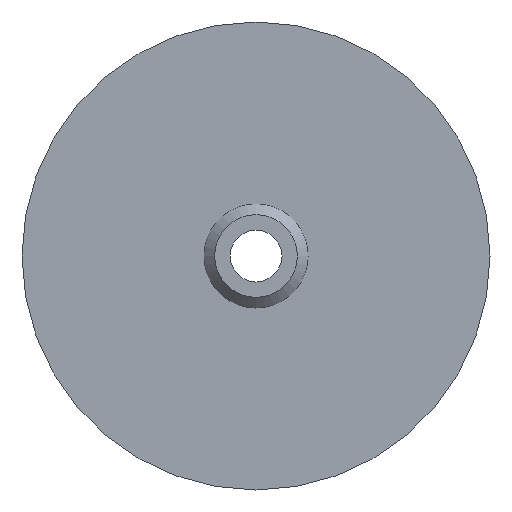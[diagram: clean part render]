
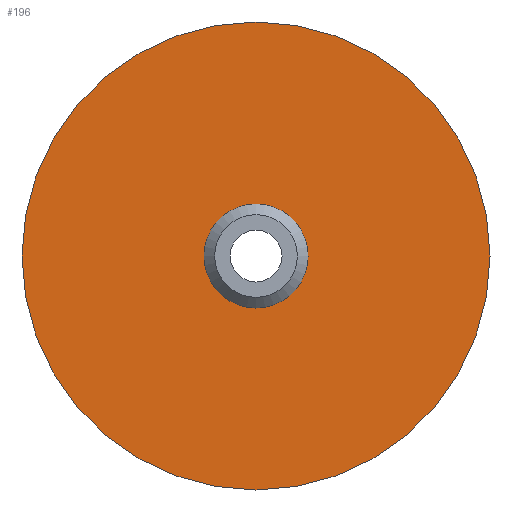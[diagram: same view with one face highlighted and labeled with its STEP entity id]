
A CAD part, front view. The second image highlights one B-rep face of the part: STEP entity #196.
In plain terms, the highlighted planar face has unit normal (0, -1, 0).
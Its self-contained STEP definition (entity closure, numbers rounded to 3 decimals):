
#25=FACE_BOUND('',#65,.T.);
#31=PLANE('',#239);
#45=FACE_OUTER_BOUND('',#64,.T.);
#64=EDGE_LOOP('',(#174));
#65=EDGE_LOOP('',(#175));
#86=CIRCLE('',#220,14.);
#95=CIRCLE('',#238,63.);
#100=VERTEX_POINT('',#327);
#109=VERTEX_POINT('',#359);
#116=EDGE_CURVE('',#100,#100,#86,.T.);
#130=EDGE_CURVE('',#109,#109,#95,.T.);
#174=ORIENTED_EDGE('',*,*,#130,.T.);
#175=ORIENTED_EDGE('',*,*,#116,.F.);
#196=ADVANCED_FACE('',(#45,#25),#31,.F.);
#220=AXIS2_PLACEMENT_3D('',#328,#263,#264);
#238=AXIS2_PLACEMENT_3D('',#360,#304,#305);
#239=AXIS2_PLACEMENT_3D('',#362,#307,#308);
#263=DIRECTION('center_axis',(0.,-1.,0.));
#264=DIRECTION('ref_axis',(1.,0.,0.));
#304=DIRECTION('center_axis',(0.,-1.,0.));
#305=DIRECTION('ref_axis',(1.,0.,0.));
#307=DIRECTION('center_axis',(0.,1.,0.));
#308=DIRECTION('ref_axis',(1.,0.,0.));
#327=CARTESIAN_POINT('',(-14.,16.,0.));
#328=CARTESIAN_POINT('Origin',(0.,16.,0.));
#359=CARTESIAN_POINT('',(-63.,16.,0.));
#360=CARTESIAN_POINT('Origin',(0.,16.,0.));
#362=CARTESIAN_POINT('Origin',(0.,16.,0.));
